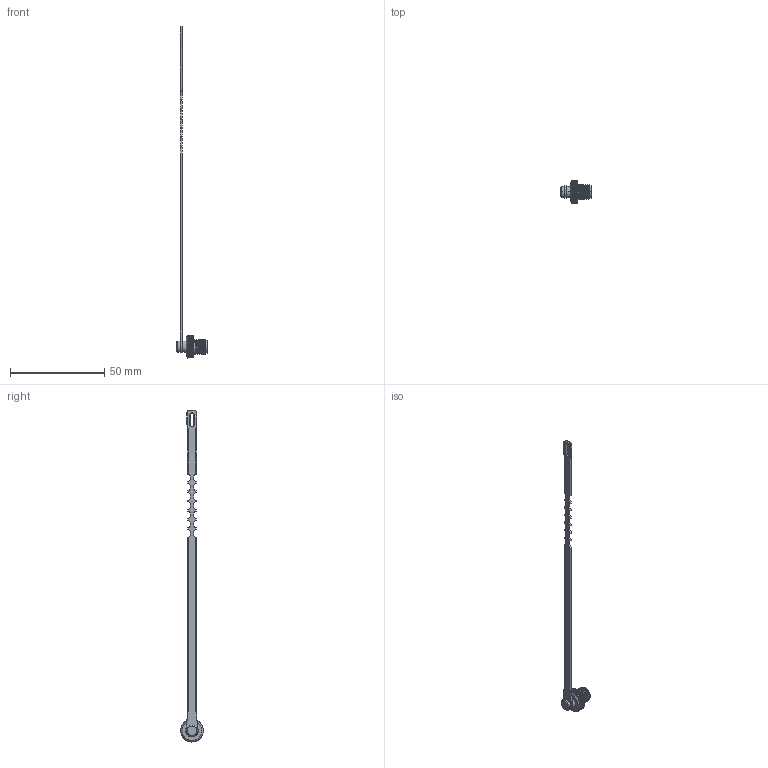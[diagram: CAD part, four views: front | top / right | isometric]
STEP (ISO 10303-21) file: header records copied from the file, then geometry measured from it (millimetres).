
FILE_DESCRIPTION (( 'STEP AP203' ), '1' );
FILE_NAME ('P59(母）.STEP', '2020-04-27T03:58:47', ( 'edpusr' ), ( 'Microsoft' ), 'SwSTEP 2.0', 'SolidWorks 2015', '' );
FILE_SCHEMA (( 'CONFIG_CONTROL_DESIGN' ));
Length unit declared in the file: millimetre
Products named in the file (1): P59(譫ㄘ
Bounding box: 16 x 11.99 x 175.99 mm (x, y, z)
Volume: 1436.9 mm3; surface area: 2751.7 mm2
Topology: 2 solids, 2 shells, 675 faces, 1831 edges, 1166 vertices
Faces by surface type: plane 340, cylinder 309, cone 23, bspline 3
Entity records: 24197 total; most frequent: CARTESIAN_POINT 7597, ORIENTED_EDGE 3662, DIRECTION 3207, EDGE_CURVE 1831, VERTEX_POINT 1166, AXIS2_PLACEMENT_3D 1075, VECTOR 1057, LINE 1057
